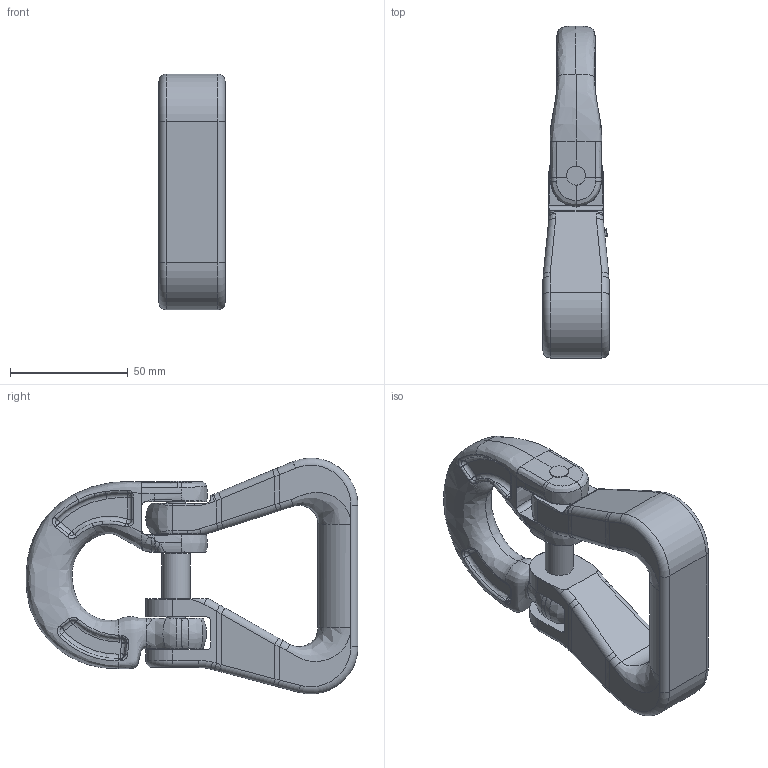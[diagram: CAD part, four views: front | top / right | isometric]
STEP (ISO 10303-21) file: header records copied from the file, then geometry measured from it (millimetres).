
FILE_DESCRIPTION(/* description */ (''),/* implementation_level */ '2;1');
FILE_NAME(/* name */ 'CARW 13 Kundenmodell zusa.stp',/* time_stamp */ '2018-01-22T12:07:22+01:00',/* author */ (''),/* organization */ (''),/* preprocessor_version */ 'ST-DEVELOPER v16',/* originating_system */ 'SIEMENS PLM Software NX 11.0',/* authorisation */ '');
FILE_SCHEMA (('AUTOMOTIVE_DESIGN { 1 0 10303 214 3 1 1 1 }'));
Length unit declared in the file: millimetre
Products named in the file (1): zer0984417By2yy
Bounding box: 28 x 140.77 x 99.9 mm (x, y, z)
Volume: 151380.5 mm3; surface area: 38159.7 mm2
Topology: 4 solids, 4 shells, 467 faces, 1193 edges, 737 vertices
Faces by surface type: bspline 169, plane 106, cylinder 94, extrusion 46, torus 34, cone 16, sphere 2
Full cylindrical faces by diameter (mm): 8 x8, 12 x1
Entity records: 22872 total; most frequent: CARTESIAN_POINT 13230, ORIENTED_EDGE 2350, DIRECTION 1438, EDGE_CURVE 1175, VERTEX_POINT 732, B_SPLINE_CURVE_WITH_KNOTS 590, AXIS2_PLACEMENT_3D 534, EDGE_LOOP 497
